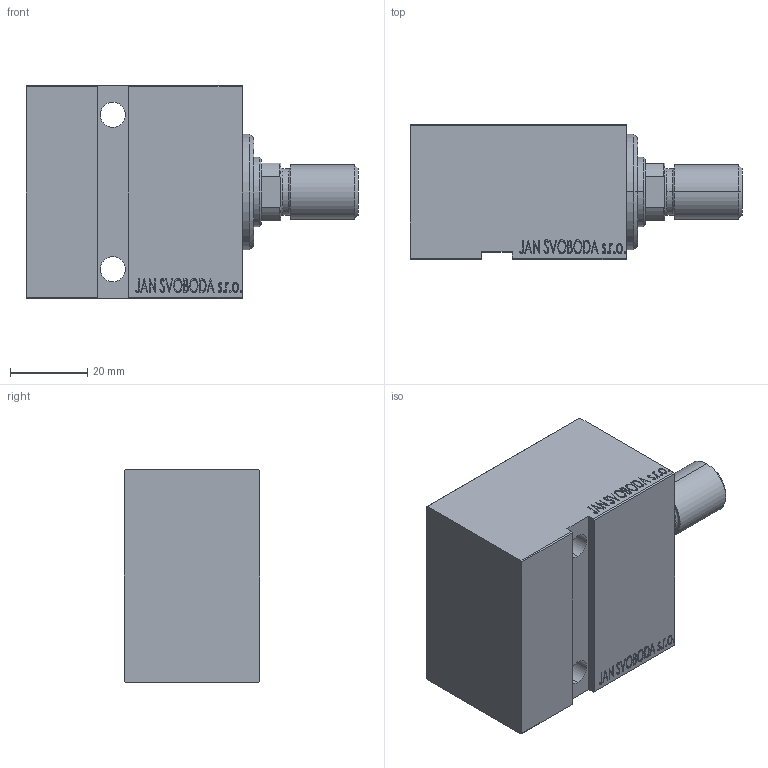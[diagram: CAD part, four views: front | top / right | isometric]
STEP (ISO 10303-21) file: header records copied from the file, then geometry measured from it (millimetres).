
FILE_DESCRIPTION (( 'STEP AP203' ), '1' );
FILE_NAME ('be55.STEP', '2021-11-01T22:47:21', ( '' ), ( '' ), 'SwSTEP 2.0', 'SolidWorks 2019', '' );
FILE_SCHEMA (( 'CONFIG_CONTROL_DESIGN' ));
Length unit declared in the file: millimetre
Products named in the file (5): V450CM_VC_B b4e350a39315c91b801272871938cb05; V450CM_MALE_METRIC b4e350a39315c91b801272871938cb05; V450CM_E b4e350a39315c91b801272871938cb05; V450CM_E_VCP b4e350a39315c91b801272871938cb05; be55
Assembly tree (4 placements, depth 2):
  be55
    V450CM_E b4e350a39315c91b801272871938cb05
    V450CM_E_VCP b4e350a39315c91b801272871938cb05
    V450CM_VC_B b4e350a39315c91b801272871938cb05
    V450CM_MALE_METRIC b4e350a39315c91b801272871938cb05
Bounding box: 86 x 35 x 55 mm (x, y, z)
Volume: 105475 mm3; surface area: 30919.2 mm2
Topology: 4 solids, 4 shells, 862 faces, 2213 edges, 1465 vertices
Faces by surface type: plane 412, bspline 380, cylinder 50, cone 18, torus 2
Entity records: 43438 total; most frequent: CARTESIAN_POINT 24469, ORIENTED_EDGE 4422, DIRECTION 2535, EDGE_CURVE 2211, VERTEX_POINT 1465, LINE 1317, VECTOR 1317, EDGE_LOOP 980
